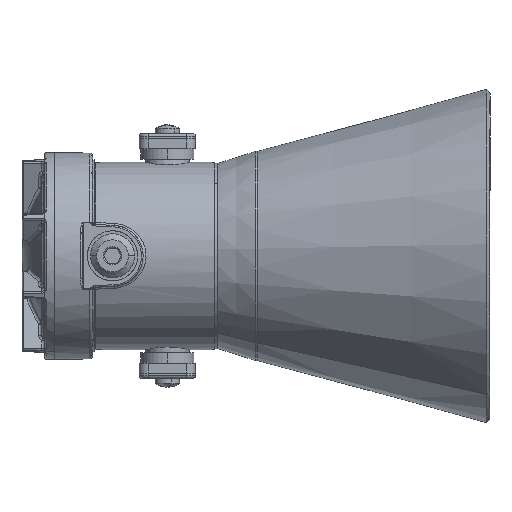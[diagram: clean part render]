
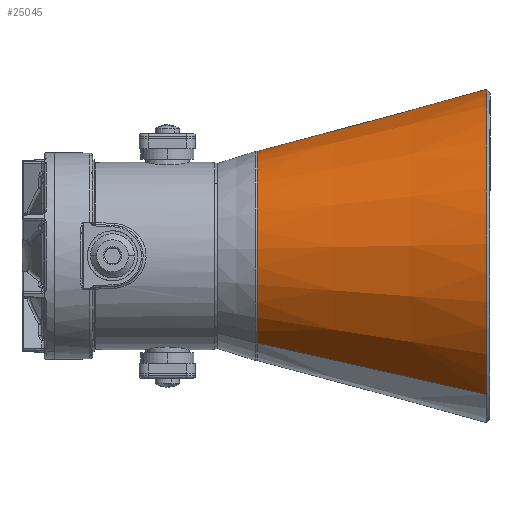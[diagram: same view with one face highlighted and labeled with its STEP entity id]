
A CAD part, top view. The second image highlights one B-rep face of the part: STEP entity #25045.
In plain terms, the highlighted conical face has half-angle 15.149 degrees and reference radius 109.781 mm.
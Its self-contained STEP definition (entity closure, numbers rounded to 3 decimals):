
#284 = DIRECTION ( 'NONE',  ( 1., 0., 0. ) ) ;
#1317 = DIRECTION ( 'NONE',  ( -0.965, 0., -0.261 ) ) ;
#3195 = AXIS2_PLACEMENT_3D ( 'NONE', #25878, #284, #28228 ) ;
#3574 = LINE ( 'NONE', #23955, #16512 ) ;
#3715 = CARTESIAN_POINT ( 'NONE',  ( -176.941, 0., -109.781 ) ) ;
#5872 = CONICAL_SURFACE ( 'NONE', #12818, 109.781, 0.264 ) ;
#7046 = ORIENTED_EDGE ( 'NONE', *, *, #24369, .T. ) ;
#7732 = VERTEX_POINT ( 'NONE', #20422 ) ;
#8264 = VERTEX_POINT ( 'NONE', #15710 ) ;
#8815 = VERTEX_POINT ( 'NONE', #12743 ) ;
#10908 = EDGE_CURVE ( 'NONE', #15715, #8264, #19226, .T. ) ;
#10957 = CARTESIAN_POINT ( 'NONE',  ( -176.941, 0., 0. ) ) ;
#11256 = AXIS2_PLACEMENT_3D ( 'NONE', #19864, #20027, #22702 ) ;
#12743 = CARTESIAN_POINT ( 'NONE',  ( -26., 0., 68.916 ) ) ;
#12818 = AXIS2_PLACEMENT_3D ( 'NONE', #10957, #18459, #16132 ) ;
#15710 = CARTESIAN_POINT ( 'NONE',  ( -176.941, 0., 109.781 ) ) ;
#15715 = VERTEX_POINT ( 'NONE', #3715 ) ;
#16132 = DIRECTION ( 'NONE',  ( 0., 0., 1. ) ) ;
#16512 = VECTOR ( 'NONE', #23296, 1000. ) ;
#17080 = VECTOR ( 'NONE', #1317, 1000. ) ;
#18340 = EDGE_LOOP ( 'NONE', ( #21443, #7046, #23311, #19110 ) ) ;
#18459 = DIRECTION ( 'NONE',  ( -1., 0., 0. ) ) ;
#19110 = ORIENTED_EDGE ( 'NONE', *, *, #30470, .F. ) ;
#19226 = CIRCLE ( 'NONE', #3195, 109.781 ) ;
#19864 = CARTESIAN_POINT ( 'NONE',  ( -26., 0., 0. ) ) ;
#20027 = DIRECTION ( 'NONE',  ( 1., 0., 0. ) ) ;
#20422 = CARTESIAN_POINT ( 'NONE',  ( -26., 0., -68.916 ) ) ;
#21443 = ORIENTED_EDGE ( 'NONE', *, *, #25539, .F. ) ;
#21868 = CARTESIAN_POINT ( 'NONE',  ( -176.941, 0., -109.781 ) ) ;
#22702 = DIRECTION ( 'NONE',  ( 0., 0., -1. ) ) ;
#23296 = DIRECTION ( 'NONE',  ( -0.965, 0., 0.261 ) ) ;
#23309 = FACE_OUTER_BOUND ( 'NONE', #18340, .T. ) ;
#23311 = ORIENTED_EDGE ( 'NONE', *, *, #10908, .T. ) ;
#23955 = CARTESIAN_POINT ( 'NONE',  ( -176.941, 0., 109.781 ) ) ;
#24231 = LINE ( 'NONE', #21868, #17080 ) ;
#24369 = EDGE_CURVE ( 'NONE', #7732, #15715, #24231, .T. ) ;
#25045 = ADVANCED_FACE ( 'NONE', ( #23309 ), #5872, .T. ) ;
#25539 = EDGE_CURVE ( 'NONE', #7732, #8815, #28338, .T. ) ;
#25878 = CARTESIAN_POINT ( 'NONE',  ( -176.941, 0., 0. ) ) ;
#28228 = DIRECTION ( 'NONE',  ( 0., 0., -1. ) ) ;
#28338 = CIRCLE ( 'NONE', #11256, 68.916 ) ;
#30470 = EDGE_CURVE ( 'NONE', #8815, #8264, #3574, .T. ) ;
